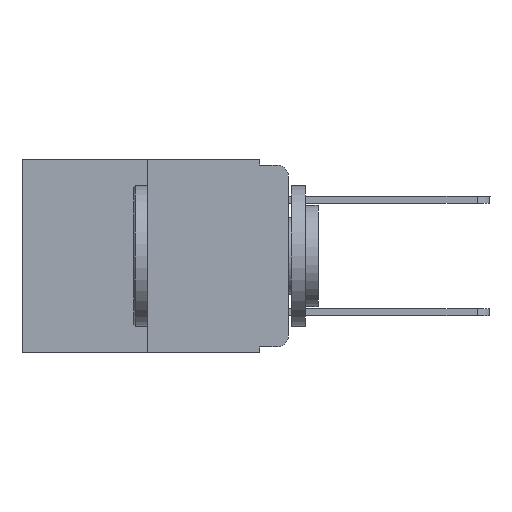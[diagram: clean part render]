
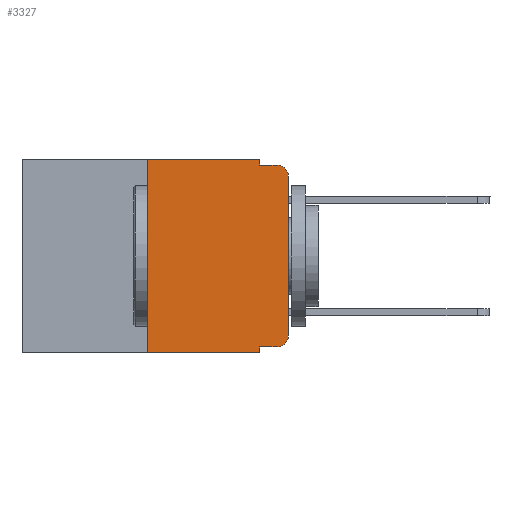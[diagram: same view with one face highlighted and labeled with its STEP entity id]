
A CAD part, left-side view. The second image highlights one B-rep face of the part: STEP entity #3327.
In plain terms, the highlighted planar face has unit normal (-1, 0, 0).
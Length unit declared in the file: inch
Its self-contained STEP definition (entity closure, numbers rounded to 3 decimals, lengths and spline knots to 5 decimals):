
#153 = EDGE_CURVE ( 'NONE', #17678, #2732, #13914, .T. ) ;
#1407 = CARTESIAN_POINT ( 'NONE',  ( 0., 0.02, -0.03 ) ) ;
#1678 = CARTESIAN_POINT ( 'NONE',  ( 0., 0.051, -0.333 ) ) ;
#2090 = DIRECTION ( 'NONE',  ( 0., 0., 1. ) ) ;
#2112 = CARTESIAN_POINT ( 'NONE',  ( 0., 0.473, -0.343 ) ) ;
#2404 = PLANE ( 'NONE',  #12008 ) ;
#2497 = VERTEX_POINT ( 'NONE', #13702 ) ;
#2732 = VERTEX_POINT ( 'NONE', #17881 ) ;
#3327 = ADVANCED_FACE ( 'NONE', ( #8820 ), #2404, .F. ) ;
#3620 = CARTESIAN_POINT ( 'NONE',  ( 0., 0.02, -0.333 ) ) ;
#3834 = ORIENTED_EDGE ( 'NONE', *, *, #153, .T. ) ;
#3881 = DIRECTION ( 'NONE',  ( 0., 0., -1. ) ) ;
#3929 = DIRECTION ( 'NONE',  ( 0., -1., 0. ) ) ;
#3931 = ORIENTED_EDGE ( 'NONE', *, *, #16102, .T. ) ;
#4456 = ORIENTED_EDGE ( 'NONE', *, *, #8448, .T. ) ;
#4618 = DIRECTION ( 'NONE',  ( 0., -1., 0. ) ) ;
#4796 = VECTOR ( 'NONE', #2090, 39.37008 ) ;
#4862 = CARTESIAN_POINT ( 'NONE',  ( 0., 0., -0.313 ) ) ;
#5366 = DIRECTION ( 'NONE',  ( 0., -1., 0. ) ) ;
#5656 = CARTESIAN_POINT ( 'NONE',  ( 0., 0.25, 0. ) ) ;
#5925 = DIRECTION ( 'NONE',  ( 0., 0., 1. ) ) ;
#6085 = EDGE_CURVE ( 'NONE', #9134, #2497, #19960, .T. ) ;
#6198 = EDGE_CURVE ( 'NONE', #10985, #10042, #20362, .T. ) ;
#6462 = CIRCLE ( 'NONE', #7817, 0.02 ) ;
#6562 = AXIS2_PLACEMENT_3D ( 'NONE', #19542, #9103, #9584 ) ;
#7033 = VERTEX_POINT ( 'NONE', #12240 ) ;
#7040 = DIRECTION ( 'NONE',  ( 1., 0., 0. ) ) ;
#7283 = EDGE_CURVE ( 'NONE', #10649, #2497, #10112, .T. ) ;
#7781 = EDGE_CURVE ( 'NONE', #9134, #19906, #19632, .T. ) ;
#7817 = AXIS2_PLACEMENT_3D ( 'NONE', #1407, #9411, #14238 ) ;
#8448 = EDGE_CURVE ( 'NONE', #2732, #10042, #6462, .T. ) ;
#8820 = FACE_OUTER_BOUND ( 'NONE', #20603, .T. ) ;
#8932 = CARTESIAN_POINT ( 'NONE',  ( 0., 0.051, -0.01 ) ) ;
#9026 = CARTESIAN_POINT ( 'NONE',  ( 0., 0.473, 0. ) ) ;
#9060 = CARTESIAN_POINT ( 'NONE',  ( 0., 0.02, -0.01 ) ) ;
#9103 = DIRECTION ( 'NONE',  ( -1., 0., 0. ) ) ;
#9134 = VERTEX_POINT ( 'NONE', #11792 ) ;
#9411 = DIRECTION ( 'NONE',  ( -1., 0., 0. ) ) ;
#9474 = LINE ( 'NONE', #1678, #15696 ) ;
#9584 = DIRECTION ( 'NONE',  ( 0., 0., -1. ) ) ;
#10042 = VERTEX_POINT ( 'NONE', #9060 ) ;
#10112 = LINE ( 'NONE', #13355, #11505 ) ;
#10243 = CARTESIAN_POINT ( 'NONE',  ( 0., 0., 0. ) ) ;
#10649 = VERTEX_POINT ( 'NONE', #17431 ) ;
#10985 = VERTEX_POINT ( 'NONE', #18348 ) ;
#11505 = VECTOR ( 'NONE', #3881, 39.37008 ) ;
#11517 = EDGE_CURVE ( 'NONE', #20228, #17678, #15597, .T. ) ;
#11792 = CARTESIAN_POINT ( 'NONE',  ( 0., 0.25, -0.343 ) ) ;
#11956 = ORIENTED_EDGE ( 'NONE', *, *, #13343, .F. ) ;
#12008 = AXIS2_PLACEMENT_3D ( 'NONE', #9026, #7040, #17001 ) ;
#12065 = CARTESIAN_POINT ( 'NONE',  ( 0., 0.25, 0. ) ) ;
#12240 = CARTESIAN_POINT ( 'NONE',  ( 0., 0.051, 0. ) ) ;
#13343 = EDGE_CURVE ( 'NONE', #7033, #10985, #18355, .T. ) ;
#13355 = CARTESIAN_POINT ( 'NONE',  ( 0., 0.051, 0. ) ) ;
#13702 = CARTESIAN_POINT ( 'NONE',  ( 0., 0.051, -0.343 ) ) ;
#13821 = LINE ( 'NONE', #15493, #14051 ) ;
#13914 = LINE ( 'NONE', #10243, #17969 ) ;
#14051 = VECTOR ( 'NONE', #3929, 39.37008 ) ;
#14238 = DIRECTION ( 'NONE',  ( 0., 0., -1. ) ) ;
#14374 = ORIENTED_EDGE ( 'NONE', *, *, #20355, .F. ) ;
#14652 = ORIENTED_EDGE ( 'NONE', *, *, #7283, .F. ) ;
#15112 = DIRECTION ( 'NONE',  ( 0., 0., -1. ) ) ;
#15339 = DIRECTION ( 'NONE',  ( 0., -1., 0. ) ) ;
#15493 = CARTESIAN_POINT ( 'NONE',  ( 0., 0.473, 0. ) ) ;
#15597 = CIRCLE ( 'NONE', #6562, 0.02 ) ;
#15696 = VECTOR ( 'NONE', #4618, 39.37008 ) ;
#16086 = VECTOR ( 'NONE', #15339, 39.37008 ) ;
#16102 = EDGE_CURVE ( 'NONE', #10649, #20228, #9474, .T. ) ;
#17001 = DIRECTION ( 'NONE',  ( 0., 0., -1. ) ) ;
#17431 = CARTESIAN_POINT ( 'NONE',  ( 0., 0.051, -0.333 ) ) ;
#17569 = ORIENTED_EDGE ( 'NONE', *, *, #6198, .F. ) ;
#17678 = VERTEX_POINT ( 'NONE', #4862 ) ;
#17881 = CARTESIAN_POINT ( 'NONE',  ( 0., 0., -0.03 ) ) ;
#17969 = VECTOR ( 'NONE', #5925, 39.37008 ) ;
#18255 = CARTESIAN_POINT ( 'NONE',  ( 0., 0.051, 0. ) ) ;
#18348 = CARTESIAN_POINT ( 'NONE',  ( 0., 0.051, -0.01 ) ) ;
#18355 = LINE ( 'NONE', #18255, #20689 ) ;
#18800 = ORIENTED_EDGE ( 'NONE', *, *, #7781, .F. ) ;
#19433 = VECTOR ( 'NONE', #5366, 39.37008 ) ;
#19542 = CARTESIAN_POINT ( 'NONE',  ( 0., 0.02, -0.313 ) ) ;
#19632 = LINE ( 'NONE', #12065, #4796 ) ;
#19906 = VERTEX_POINT ( 'NONE', #5656 ) ;
#19960 = LINE ( 'NONE', #2112, #19433 ) ;
#19961 = ORIENTED_EDGE ( 'NONE', *, *, #6085, .T. ) ;
#20045 = ORIENTED_EDGE ( 'NONE', *, *, #11517, .T. ) ;
#20228 = VERTEX_POINT ( 'NONE', #3620 ) ;
#20355 = EDGE_CURVE ( 'NONE', #19906, #7033, #13821, .T. ) ;
#20362 = LINE ( 'NONE', #8932, #16086 ) ;
#20603 = EDGE_LOOP ( 'NONE', ( #3834, #4456, #17569, #11956, #14374, #18800, #19961, #14652, #3931, #20045 ) ) ;
#20689 = VECTOR ( 'NONE', #15112, 39.37008 ) ;
